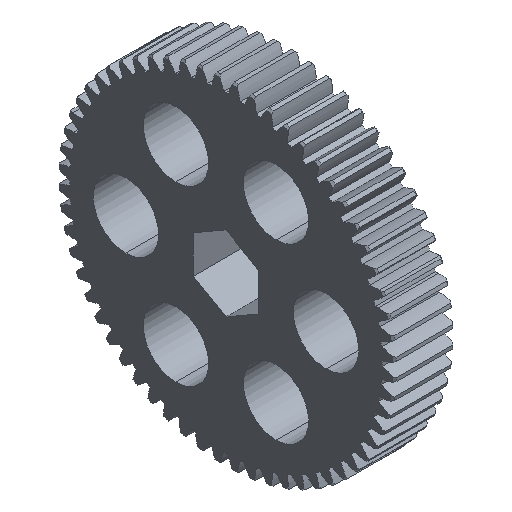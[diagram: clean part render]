
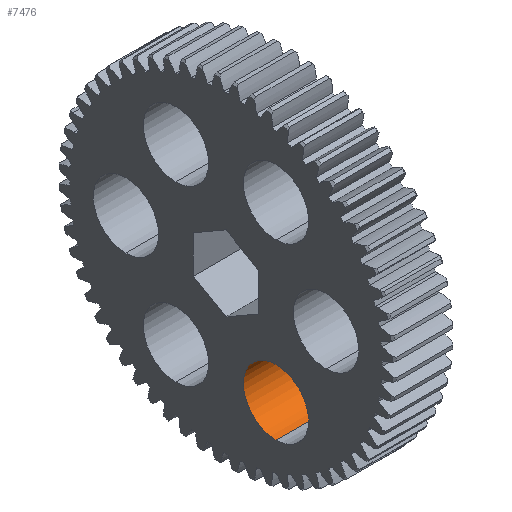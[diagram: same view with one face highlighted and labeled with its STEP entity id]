
A CAD part, isometric view. The second image highlights one B-rep face of the part: STEP entity #7476.
In plain terms, the highlighted cylindrical face has radius 4.763 mm (diameter 9.525 mm), a partial arc.
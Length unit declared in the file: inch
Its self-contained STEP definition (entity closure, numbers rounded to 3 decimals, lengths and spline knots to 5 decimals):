
#1011 = CYLINDRICAL_SURFACE ( 'NONE', #6171, 0.1875 ) ;
#1428 = CARTESIAN_POINT ( 'NONE',  ( 0.345, -0.2875, -0.49796 ) ) ;
#1738 = ORIENTED_EDGE ( 'NONE', *, *, #5390, .F. ) ;
#1895 = CIRCLE ( 'NONE', #13116, 0.1875 ) ;
#2290 = CARTESIAN_POINT ( 'NONE',  ( 0., -0.2875, -0.68546 ) ) ;
#2454 = VERTEX_POINT ( 'NONE', #2490 ) ;
#2490 = CARTESIAN_POINT ( 'NONE',  ( 0., -0.2875, -0.31046 ) ) ;
#2491 = DIRECTION ( 'NONE',  ( 0., 0., -1. ) ) ;
#3099 = CIRCLE ( 'NONE', #10767, 0.1875 ) ;
#3269 = CARTESIAN_POINT ( 'NONE',  ( 0., -0.2875, -0.31046 ) ) ;
#3593 = VERTEX_POINT ( 'NONE', #7766 ) ;
#3640 = VECTOR ( 'NONE', #6438, 39.37008 ) ;
#4061 = VECTOR ( 'NONE', #6473, 39.37008 ) ;
#4514 = LINE ( 'NONE', #2290, #4061 ) ;
#4741 = CARTESIAN_POINT ( 'NONE',  ( 0.345, -0.2875, -0.31046 ) ) ;
#5102 = EDGE_LOOP ( 'NONE', ( #1738, #7072, #8168, #6713 ) ) ;
#5390 = EDGE_CURVE ( 'NONE', #2454, #12653, #9262, .T. ) ;
#5400 = DIRECTION ( 'NONE',  ( 1., 0., 0. ) ) ;
#6073 = CARTESIAN_POINT ( 'NONE',  ( 0., -0.2875, -0.49796 ) ) ;
#6171 = AXIS2_PLACEMENT_3D ( 'NONE', #7502, #5400, #8584 ) ;
#6438 = DIRECTION ( 'NONE',  ( 1., 0., 0. ) ) ;
#6473 = DIRECTION ( 'NONE',  ( 1., 0., 0. ) ) ;
#6713 = ORIENTED_EDGE ( 'NONE', *, *, #11149, .T. ) ;
#7072 = ORIENTED_EDGE ( 'NONE', *, *, #8588, .F. ) ;
#7123 = DIRECTION ( 'NONE',  ( 0., 0., -1. ) ) ;
#7258 = FACE_OUTER_BOUND ( 'NONE', #5102, .T. ) ;
#7476 = ADVANCED_FACE ( 'NONE', ( #7258 ), #1011, .F. ) ;
#7502 = CARTESIAN_POINT ( 'NONE',  ( 0., -0.2875, -0.49796 ) ) ;
#7766 = CARTESIAN_POINT ( 'NONE',  ( 0.345, -0.2875, -0.68546 ) ) ;
#8168 = ORIENTED_EDGE ( 'NONE', *, *, #13660, .T. ) ;
#8584 = DIRECTION ( 'NONE',  ( 0., 0., -1. ) ) ;
#8588 = EDGE_CURVE ( 'NONE', #10957, #2454, #3099, .T. ) ;
#8783 = DIRECTION ( 'NONE',  ( 1., 0., 0. ) ) ;
#9262 = LINE ( 'NONE', #3269, #3640 ) ;
#10767 = AXIS2_PLACEMENT_3D ( 'NONE', #6073, #13488, #7123 ) ;
#10957 = VERTEX_POINT ( 'NONE', #12700 ) ;
#11149 = EDGE_CURVE ( 'NONE', #3593, #12653, #1895, .T. ) ;
#12653 = VERTEX_POINT ( 'NONE', #4741 ) ;
#12700 = CARTESIAN_POINT ( 'NONE',  ( 0., -0.2875, -0.68546 ) ) ;
#13116 = AXIS2_PLACEMENT_3D ( 'NONE', #1428, #8783, #2491 ) ;
#13488 = DIRECTION ( 'NONE',  ( 1., 0., 0. ) ) ;
#13660 = EDGE_CURVE ( 'NONE', #10957, #3593, #4514, .T. ) ;
